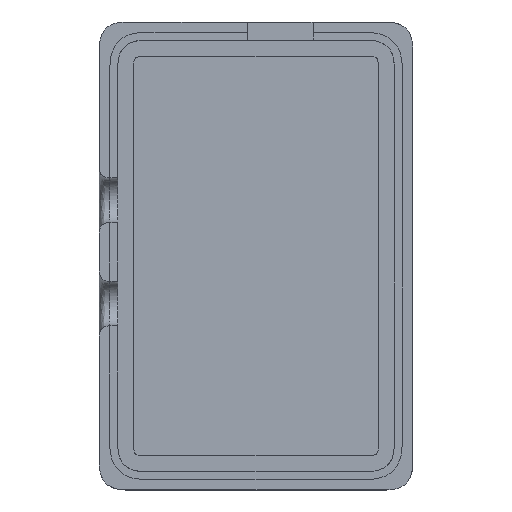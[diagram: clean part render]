
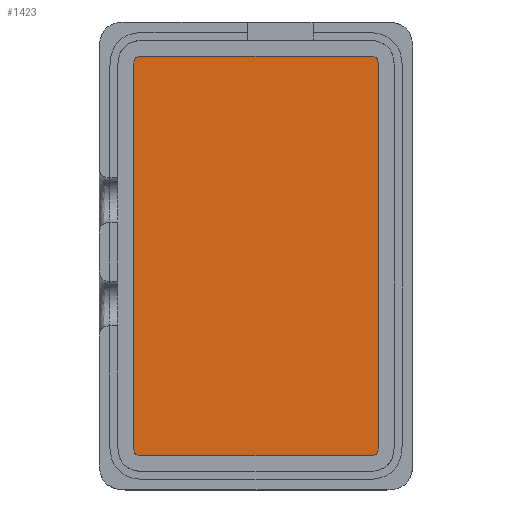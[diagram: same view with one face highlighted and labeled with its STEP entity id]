
A CAD part, top view. The second image highlights one B-rep face of the part: STEP entity #1423.
In plain terms, the highlighted planar face has unit normal (0, 0, 1).
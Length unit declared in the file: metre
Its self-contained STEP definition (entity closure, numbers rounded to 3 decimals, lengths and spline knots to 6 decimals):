
#77=LINE('',#2497,#175);
#81=LINE('',#2546,#179);
#85=LINE('',#2595,#183);
#89=LINE('',#2644,#187);
#175=VECTOR('',#1617,1.);
#179=VECTOR('',#1623,1.);
#183=VECTOR('',#1629,1.);
#187=VECTOR('',#1635,1.);
#232=PLANE('',#1495);
#509=ORIENTED_EDGE('',*,*,#855,.T.);
#510=ORIENTED_EDGE('',*,*,#877,.T.);
#511=ORIENTED_EDGE('',*,*,#874,.T.);
#512=ORIENTED_EDGE('',*,*,#871,.T.);
#513=ORIENTED_EDGE('',*,*,#868,.T.);
#514=ORIENTED_EDGE('',*,*,#865,.T.);
#515=ORIENTED_EDGE('',*,*,#862,.T.);
#516=ORIENTED_EDGE('',*,*,#859,.T.);
#855=EDGE_CURVE('',#1043,#1044,#1172,.T.);
#859=EDGE_CURVE('',#1047,#1043,#77,.T.);
#862=EDGE_CURVE('',#1049,#1047,#1174,.T.);
#865=EDGE_CURVE('',#1051,#1049,#81,.T.);
#868=EDGE_CURVE('',#1053,#1051,#1176,.T.);
#871=EDGE_CURVE('',#1055,#1053,#85,.T.);
#874=EDGE_CURVE('',#1057,#1055,#1178,.T.);
#877=EDGE_CURVE('',#1044,#1057,#89,.T.);
#1043=VERTEX_POINT('',#2479);
#1044=VERTEX_POINT('',#2480);
#1047=VERTEX_POINT('',#2498);
#1049=VERTEX_POINT('',#2531);
#1051=VERTEX_POINT('',#2547);
#1053=VERTEX_POINT('',#2580);
#1055=VERTEX_POINT('',#2596);
#1057=VERTEX_POINT('',#2629);
#1172=B_SPLINE_CURVE_WITH_KNOTS('',3,(#2468,#2469,#2470,#2471,#2472,#2473,
#2474,#2475,#2476,#2477,#2478),.UNSPECIFIED.,.F.,.F.,(4,1,1,1,1,1,1,1,4),
(0.,0.125,0.25,0.375,0.5,0.625,0.75,0.875,1.),.QUASI_UNIFORM_KNOTS.);
#1174=B_SPLINE_CURVE_WITH_KNOTS('',3,(#2520,#2521,#2522,#2523,#2524,#2525,
#2526,#2527,#2528,#2529,#2530),.UNSPECIFIED.,.F.,.F.,(4,1,1,1,1,1,1,1,4),
(0.,0.125,0.25,0.375,0.5,0.625,0.75,0.875,1.),.QUASI_UNIFORM_KNOTS.);
#1176=B_SPLINE_CURVE_WITH_KNOTS('',3,(#2569,#2570,#2571,#2572,#2573,#2574,
#2575,#2576,#2577,#2578,#2579),.UNSPECIFIED.,.F.,.F.,(4,1,1,1,1,1,1,1,4),
(0.,0.125,0.25,0.375,0.5,0.625,0.75,0.875,1.),.QUASI_UNIFORM_KNOTS.);
#1178=B_SPLINE_CURVE_WITH_KNOTS('',3,(#2618,#2619,#2620,#2621,#2622,#2623,
#2624,#2625,#2626,#2627,#2628),.UNSPECIFIED.,.F.,.F.,(4,1,1,1,1,1,1,1,4),
(0.,0.125,0.25,0.375,0.5,0.625,0.75,0.875,1.),.QUASI_UNIFORM_KNOTS.);
#1244=EDGE_LOOP('',(#509,#510,#511,#512,#513,#514,#515,#516));
#1320=FACE_BOUND('',#1244,.T.);
#1423=ADVANCED_FACE('',(#1320),#232,.T.);
#1495=AXIS2_PLACEMENT_3D('',#2647,#1639,#1640);
#1617=DIRECTION('',(1.,0.,0.));
#1623=DIRECTION('',(0.,-1.,0.));
#1629=DIRECTION('',(-1.,0.,0.));
#1635=DIRECTION('',(0.,1.,0.));
#1639=DIRECTION('',(0.,0.,1.));
#1640=DIRECTION('',(1.,0.,0.));
#2468=CARTESIAN_POINT('',(0.021375,-0.038125,-0.01025));
#2469=CARTESIAN_POINT('',(0.021667,-0.038125,-0.01025));
#2470=CARTESIAN_POINT('',(0.022166,-0.038088,-0.01025));
#2471=CARTESIAN_POINT('',(0.022654,-0.037967,-0.01025));
#2472=CARTESIAN_POINT('',(0.022903,-0.037843,-0.01025));
#2473=CARTESIAN_POINT('',(0.023007,-0.037757,-0.01025));
#2474=CARTESIAN_POINT('',(0.023093,-0.037653,-0.01025));
#2475=CARTESIAN_POINT('',(0.023217,-0.037404,-0.01025));
#2476=CARTESIAN_POINT('',(0.023338,-0.036916,-0.01025));
#2477=CARTESIAN_POINT('',(0.023375,-0.036417,-0.01025));
#2478=CARTESIAN_POINT('',(0.023375,-0.036125,-0.01025));
#2479=CARTESIAN_POINT('',(0.021375,-0.038125,-0.01025));
#2480=CARTESIAN_POINT('',(0.023375,-0.036125,-0.01025));
#2497=CARTESIAN_POINT('',(0.,-0.038125,-0.01025));
#2498=CARTESIAN_POINT('',(-0.021375,-0.038125,-0.01025));
#2520=CARTESIAN_POINT('',(-0.023375,-0.036125,-0.01025));
#2521=CARTESIAN_POINT('',(-0.023375,-0.036417,-0.01025));
#2522=CARTESIAN_POINT('',(-0.023338,-0.036916,-0.01025));
#2523=CARTESIAN_POINT('',(-0.023217,-0.037404,-0.01025));
#2524=CARTESIAN_POINT('',(-0.023093,-0.037653,-0.01025));
#2525=CARTESIAN_POINT('',(-0.023007,-0.037757,-0.01025));
#2526=CARTESIAN_POINT('',(-0.022903,-0.037843,-0.01025));
#2527=CARTESIAN_POINT('',(-0.022654,-0.037967,-0.01025));
#2528=CARTESIAN_POINT('',(-0.022166,-0.038088,-0.01025));
#2529=CARTESIAN_POINT('',(-0.021667,-0.038125,-0.01025));
#2530=CARTESIAN_POINT('',(-0.021375,-0.038125,-0.01025));
#2531=CARTESIAN_POINT('',(-0.023375,-0.036125,-0.01025));
#2546=CARTESIAN_POINT('',(-0.023375,0.,-0.01025));
#2547=CARTESIAN_POINT('',(-0.023375,0.036125,-0.01025));
#2569=CARTESIAN_POINT('',(-0.021375,0.038125,-0.01025));
#2570=CARTESIAN_POINT('',(-0.021667,0.038125,-0.01025));
#2571=CARTESIAN_POINT('',(-0.022166,0.038088,-0.01025));
#2572=CARTESIAN_POINT('',(-0.022654,0.037967,-0.01025));
#2573=CARTESIAN_POINT('',(-0.022903,0.037843,-0.01025));
#2574=CARTESIAN_POINT('',(-0.023007,0.037757,-0.01025));
#2575=CARTESIAN_POINT('',(-0.023093,0.037653,-0.01025));
#2576=CARTESIAN_POINT('',(-0.023217,0.037404,-0.01025));
#2577=CARTESIAN_POINT('',(-0.023338,0.036916,-0.01025));
#2578=CARTESIAN_POINT('',(-0.023375,0.036417,-0.01025));
#2579=CARTESIAN_POINT('',(-0.023375,0.036125,-0.01025));
#2580=CARTESIAN_POINT('',(-0.021375,0.038125,-0.01025));
#2595=CARTESIAN_POINT('',(0.,0.038125,-0.01025));
#2596=CARTESIAN_POINT('',(0.021375,0.038125,-0.01025));
#2618=CARTESIAN_POINT('',(0.023375,0.036125,-0.01025));
#2619=CARTESIAN_POINT('',(0.023375,0.036417,-0.01025));
#2620=CARTESIAN_POINT('',(0.023338,0.036916,-0.01025));
#2621=CARTESIAN_POINT('',(0.023217,0.037404,-0.01025));
#2622=CARTESIAN_POINT('',(0.023093,0.037653,-0.01025));
#2623=CARTESIAN_POINT('',(0.023007,0.037757,-0.01025));
#2624=CARTESIAN_POINT('',(0.022903,0.037843,-0.01025));
#2625=CARTESIAN_POINT('',(0.022654,0.037967,-0.01025));
#2626=CARTESIAN_POINT('',(0.022166,0.038088,-0.01025));
#2627=CARTESIAN_POINT('',(0.021667,0.038125,-0.01025));
#2628=CARTESIAN_POINT('',(0.021375,0.038125,-0.01025));
#2629=CARTESIAN_POINT('',(0.023375,0.036125,-0.01025));
#2644=CARTESIAN_POINT('',(0.023375,0.,-0.01025));
#2647=CARTESIAN_POINT('',(0.,0.,-0.01025));
